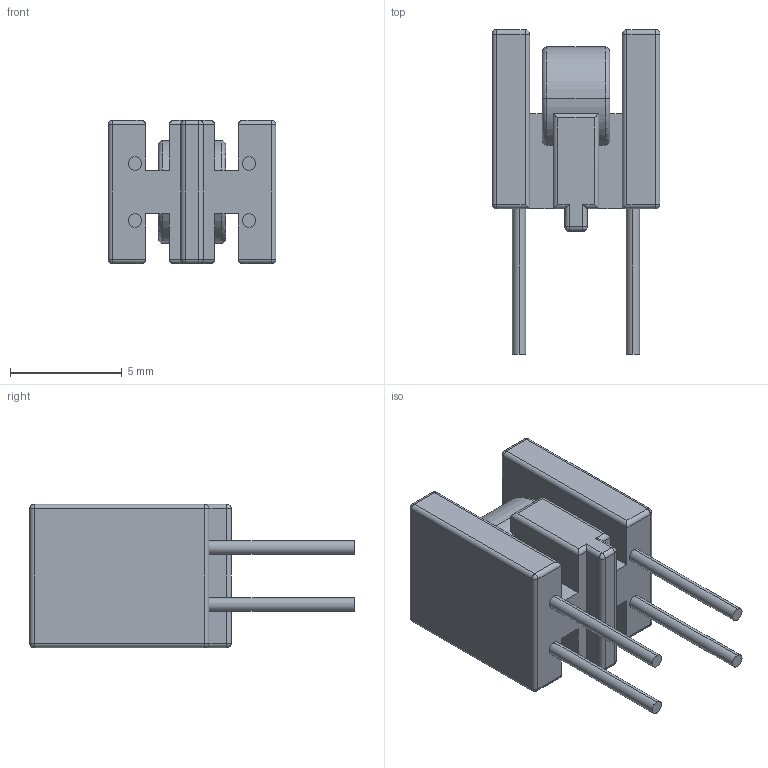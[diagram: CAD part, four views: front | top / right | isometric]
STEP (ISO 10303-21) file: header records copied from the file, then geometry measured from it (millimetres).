
FILE_DESCRIPTION (( 'STEP AP214' ), '1' );
FILE_NAME ('IFC_NTSBT01W_L7.5W6.4H8.STEP', '2018-10-15T15:28:03', ( '' ), ( '' ), 'SwSTEP 2.0', 'SolidWorks 2014', '' );
FILE_SCHEMA (( 'AUTOMOTIVE_DESIGN' ));
Length unit declared in the file: millimetre
Products named in the file (1): IFC_NTSBT01W_L7.5W6.4H8
Bounding box: 7.5 x 14.51 x 6.4 mm (x, y, z)
Volume: 293.2 mm3; surface area: 478.9 mm2
Topology: 1 solids, 1 shells, 162 faces, 407 edges, 238 vertices
Faces by surface type: plane 89, cylinder 51, sphere 16, torus 6
Entity records: 5849 total; most frequent: CARTESIAN_POINT 860, ORIENTED_EDGE 782, DIRECTION 781, EDGE_CURVE 391, VECTOR 287, LINE 287, AXIS2_PLACEMENT_3D 247, VERTEX_POINT 238
